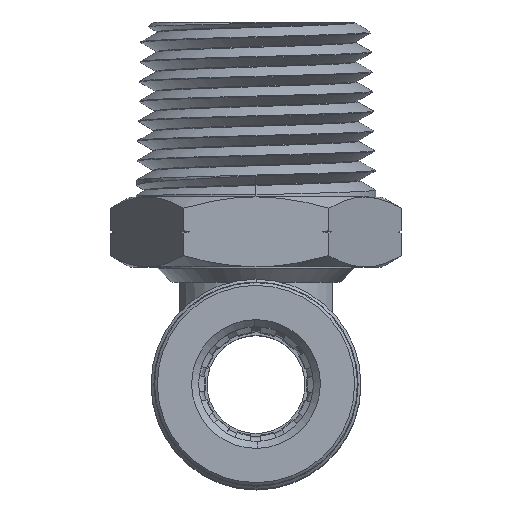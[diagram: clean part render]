
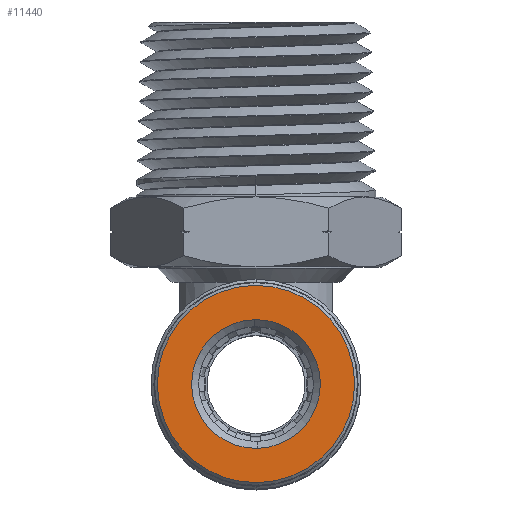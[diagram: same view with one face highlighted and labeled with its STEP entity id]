
A CAD part, top view. The second image highlights one B-rep face of the part: STEP entity #11440.
In plain terms, the highlighted planar face has unit normal (0, 0, 1).
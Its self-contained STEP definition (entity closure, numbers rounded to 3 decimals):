
#666 = ORIENTED_EDGE ( 'NONE', *, *, #48622, .T. ) ;
#688 = DIRECTION ( 'NONE',  ( 0., 0., -1. ) ) ;
#1106 = VERTEX_POINT ( 'NONE', #45817 ) ;
#1226 = AXIS2_PLACEMENT_3D ( 'NONE', #24603, #2105, #28380 ) ;
#1588 = VERTEX_POINT ( 'NONE', #26852 ) ;
#2105 = DIRECTION ( 'NONE',  ( 0., 0., 1. ) ) ;
#4558 = CARTESIAN_POINT ( 'NONE',  ( 0.11, -4.599, 16.8 ) ) ;
#5479 = DIRECTION ( 'NONE',  ( 0., 0., -1. ) ) ;
#5550 = CIRCLE ( 'NONE', #16473, 4.6 ) ;
#5756 = EDGE_LOOP ( 'NONE', ( #18433, #666 ) ) ;
#6360 = EDGE_CURVE ( 'NONE', #23766, #1106, #19386, .T. ) ;
#7263 = EDGE_LOOP ( 'NONE', ( #17479, #30868 ) ) ;
#9313 = EDGE_CURVE ( 'NONE', #1588, #36775, #48265, .T. ) ;
#11440 = ADVANCED_FACE ( 'NONE', ( #17242, #37275 ), #11623, .T. ) ;
#11623 = PLANE ( 'NONE',  #23271 ) ;
#16473 = AXIS2_PLACEMENT_3D ( 'NONE', #27908, #5479, #31708 ) ;
#16720 = CIRCLE ( 'NONE', #42142, 7.05 ) ;
#17242 = FACE_BOUND ( 'NONE', #7263, .T. ) ;
#17479 = ORIENTED_EDGE ( 'NONE', *, *, #25137, .T. ) ;
#18433 = ORIENTED_EDGE ( 'NONE', *, *, #6360, .T. ) ;
#19299 = CARTESIAN_POINT ( 'NONE',  ( 0., 0., 16.8 ) ) ;
#19386 = CIRCLE ( 'NONE', #1226, 7.05 ) ;
#20633 = CARTESIAN_POINT ( 'NONE',  ( 0., 0., 16.8 ) ) ;
#23071 = DIRECTION ( 'NONE',  ( 0.024, -1., 0. ) ) ;
#23208 = CARTESIAN_POINT ( 'NONE',  ( 0., 0., 16.8 ) ) ;
#23271 = AXIS2_PLACEMENT_3D ( 'NONE', #19299, #45509, #23071 ) ;
#23766 = VERTEX_POINT ( 'NONE', #25860 ) ;
#24373 = DIRECTION ( 'NONE',  ( -0.024, 1., 0. ) ) ;
#24603 = CARTESIAN_POINT ( 'NONE',  ( 0., 0., 16.8 ) ) ;
#25137 = EDGE_CURVE ( 'NONE', #36775, #1588, #5550, .T. ) ;
#25860 = CARTESIAN_POINT ( 'NONE',  ( -0.169, 7.048, 16.8 ) ) ;
#26852 = CARTESIAN_POINT ( 'NONE',  ( -0.11, 4.599, 16.8 ) ) ;
#26969 = DIRECTION ( 'NONE',  ( 0.024, -1., 0. ) ) ;
#27908 = CARTESIAN_POINT ( 'NONE',  ( 0., 0., 16.8 ) ) ;
#28380 = DIRECTION ( 'NONE',  ( -0.024, 1., 0. ) ) ;
#30868 = ORIENTED_EDGE ( 'NONE', *, *, #9313, .T. ) ;
#31708 = DIRECTION ( 'NONE',  ( 0.024, -1., 0. ) ) ;
#36775 = VERTEX_POINT ( 'NONE', #4558 ) ;
#37275 = FACE_OUTER_BOUND ( 'NONE', #5756, .T. ) ;
#40500 = AXIS2_PLACEMENT_3D ( 'NONE', #23208, #688, #26969 ) ;
#42142 = AXIS2_PLACEMENT_3D ( 'NONE', #20633, #46803, #24373 ) ;
#45509 = DIRECTION ( 'NONE',  ( 0., 0., 1. ) ) ;
#45817 = CARTESIAN_POINT ( 'NONE',  ( 0.169, -7.048, 16.8 ) ) ;
#46803 = DIRECTION ( 'NONE',  ( 0., 0., 1. ) ) ;
#48265 = CIRCLE ( 'NONE', #40500, 4.6 ) ;
#48622 = EDGE_CURVE ( 'NONE', #1106, #23766, #16720, .T. ) ;
